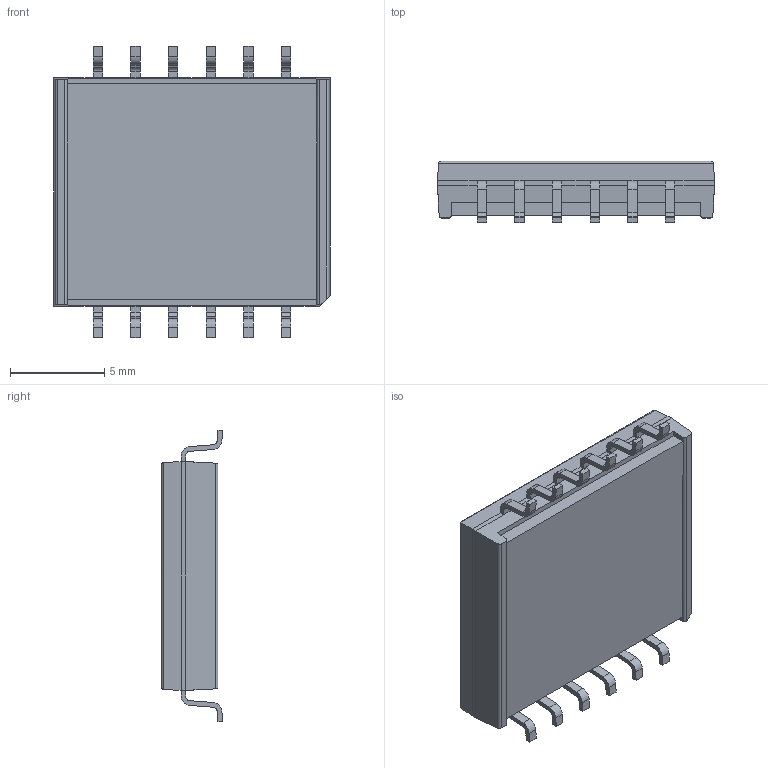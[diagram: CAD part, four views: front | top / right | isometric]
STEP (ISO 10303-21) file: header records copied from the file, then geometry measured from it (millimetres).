
FILE_DESCRIPTION (( 'STEP AP214' ), '1' );
FILE_NAME ('HM2112ZNL_3D.STEP', '2017-10-27T03:00:04', ( '' ), ( '' ), 'SwSTEP 2.0', 'SolidWorks 2015', '' );
FILE_SCHEMA (( 'AUTOMOTIVE_DESIGN' ));
Length unit declared in the file: millimetre
Products named in the file (1): HM2112ZNL_3D
Bounding box: 14.7 x 3.25 x 15.46 mm (x, y, z)
Volume: 510.3 mm3; surface area: 562.5 mm2
Topology: 1 solids, 1 shells, 204 faces, 546 edges, 345 vertices
Faces by surface type: plane 146, cylinder 58
Entity records: 8501 total; most frequent: CARTESIAN_POINT 1141, ORIENTED_EDGE 1092, DIRECTION 1043, EDGE_CURVE 546, VECTOR 429, LINE 429, VERTEX_POINT 345, AXIS2_PLACEMENT_3D 307
